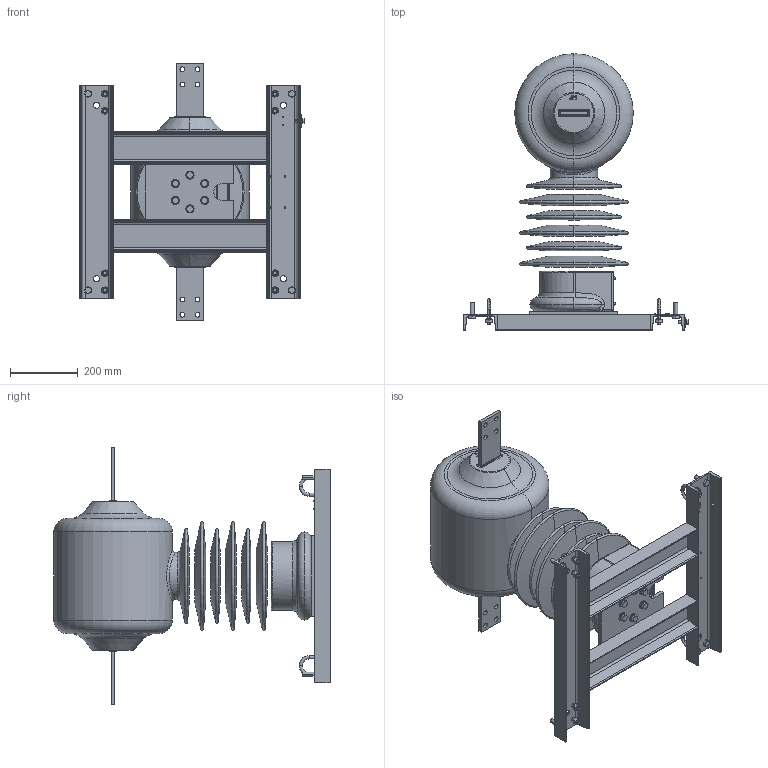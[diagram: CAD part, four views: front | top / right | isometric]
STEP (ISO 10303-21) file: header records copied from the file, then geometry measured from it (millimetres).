
FILE_DESCRIPTION (( 'STEP AP203' ), '1' );
FILE_NAME ('ﾒﾎﾋ-35-III-II.STEP', '2018-08-15T05:00:08', ( '' ), ( '' ), 'SwSTEP 2.0', 'SolidWorks 2010', '' );
FILE_SCHEMA (( 'CONFIG_CONTROL_DESIGN' ));
Length unit declared in the file: millimetre
Products named in the file (1): ﾒﾎﾋ-35-III-II
Bounding box: 663.9 x 816 x 760 mm (x, y, z)
Surface area: 2437792.5 mm2 (no closed solid volume)
Topology: 0 solids, 99 shells, 669 faces, 2260 edges, 1656 vertices
Faces by surface type: plane 278, cylinder 181, cone 98, torus 59, bspline 27, sphere 26
Entity records: 28331 total; most frequent: CARTESIAN_POINT 8857, DIRECTION 4239, ORIENTED_EDGE 3406, EDGE_CURVE 2254, AXIS2_PLACEMENT_3D 1659, VERTEX_POINT 1656, CIRCLE 1016, VECTOR 921
